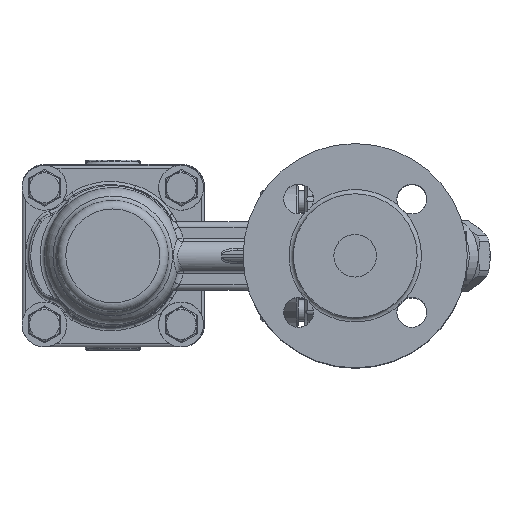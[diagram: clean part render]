
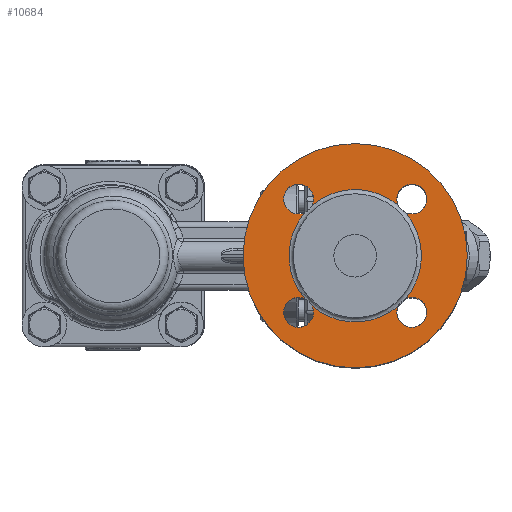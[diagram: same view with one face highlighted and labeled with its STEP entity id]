
A CAD part, top view. The second image highlights one B-rep face of the part: STEP entity #10684.
In plain terms, the highlighted planar face has unit normal (0, 0, 1).
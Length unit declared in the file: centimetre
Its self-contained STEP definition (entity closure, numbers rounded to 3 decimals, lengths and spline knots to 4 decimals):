
#2015=FACE_BOUND('',#3742,.T.);
#2929=FACE_OUTER_BOUND('',#3741,.T.);
#3741=EDGE_LOOP('',(#9687));
#3742=EDGE_LOOP('',(#9688,#9689,#9690,#9691,#9692,#9693,#9694,#9695));
#4387=CIRCLE('',#11920,5.25);
#4388=CIRCLE('',#11921,3.1);
#4389=CIRCLE('',#11922,0.7);
#4390=CIRCLE('',#11923,3.1);
#4391=CIRCLE('',#11924,0.7);
#4392=CIRCLE('',#11925,3.1);
#4393=CIRCLE('',#11926,0.7);
#4394=CIRCLE('',#11927,3.1);
#4395=CIRCLE('',#11928,0.7);
#5326=VERTEX_POINT('',#23357);
#5327=VERTEX_POINT('',#23359);
#5328=VERTEX_POINT('',#23360);
#5329=VERTEX_POINT('',#23362);
#5330=VERTEX_POINT('',#23364);
#5331=VERTEX_POINT('',#23366);
#5332=VERTEX_POINT('',#23368);
#5333=VERTEX_POINT('',#23370);
#5334=VERTEX_POINT('',#23372);
#6793=EDGE_CURVE('',#5326,#5326,#4387,.T.);
#6794=EDGE_CURVE('',#5327,#5328,#4388,.T.);
#6795=EDGE_CURVE('',#5327,#5329,#4389,.T.);
#6796=EDGE_CURVE('',#5330,#5329,#4390,.T.);
#6797=EDGE_CURVE('',#5330,#5331,#4391,.T.);
#6798=EDGE_CURVE('',#5332,#5331,#4392,.T.);
#6799=EDGE_CURVE('',#5332,#5333,#4393,.T.);
#6800=EDGE_CURVE('',#5334,#5333,#4394,.T.);
#6801=EDGE_CURVE('',#5334,#5328,#4395,.T.);
#9687=ORIENTED_EDGE('',*,*,#6793,.F.);
#9688=ORIENTED_EDGE('',*,*,#6794,.F.);
#9689=ORIENTED_EDGE('',*,*,#6795,.T.);
#9690=ORIENTED_EDGE('',*,*,#6796,.F.);
#9691=ORIENTED_EDGE('',*,*,#6797,.T.);
#9692=ORIENTED_EDGE('',*,*,#6798,.F.);
#9693=ORIENTED_EDGE('',*,*,#6799,.T.);
#9694=ORIENTED_EDGE('',*,*,#6800,.F.);
#9695=ORIENTED_EDGE('',*,*,#6801,.T.);
#10017=PLANE('',#11919);
#10684=ADVANCED_FACE('',(#2929,#2015),#10017,.T.);
#11919=AXIS2_PLACEMENT_3D('',#23356,#14811,#14812);
#11920=AXIS2_PLACEMENT_3D('',#23358,#14813,#14814);
#11921=AXIS2_PLACEMENT_3D('',#23361,#14815,#14816);
#11922=AXIS2_PLACEMENT_3D('',#23363,#14817,#14818);
#11923=AXIS2_PLACEMENT_3D('',#23365,#14819,#14820);
#11924=AXIS2_PLACEMENT_3D('',#23367,#14821,#14822);
#11925=AXIS2_PLACEMENT_3D('',#23369,#14823,#14824);
#11926=AXIS2_PLACEMENT_3D('',#23371,#14825,#14826);
#11927=AXIS2_PLACEMENT_3D('',#23373,#14827,#14828);
#11928=AXIS2_PLACEMENT_3D('',#23374,#14829,#14830);
#14811=DIRECTION('center_axis',(0.,0.,
1.));
#14812=DIRECTION('ref_axis',(1.,0.,0.));
#14813=DIRECTION('center_axis',(0.,0.,
-1.));
#14814=DIRECTION('ref_axis',(-1.,0.,0.));
#14815=DIRECTION('center_axis',(0.,0.,
1.));
#14816=DIRECTION('ref_axis',(-1.,0.,0.));
#14817=DIRECTION('center_axis',(0.,0.,
-1.));
#14818=DIRECTION('ref_axis',(0.,-1.,0.));
#14819=DIRECTION('center_axis',(0.,0.,
1.));
#14820=DIRECTION('ref_axis',(-1.,0.,0.));
#14821=DIRECTION('center_axis',(0.,0.,
-1.));
#14822=DIRECTION('ref_axis',(-1.,0.,0.));
#14823=DIRECTION('center_axis',(0.,0.,
1.));
#14824=DIRECTION('ref_axis',(-1.,0.,0.));
#14825=DIRECTION('center_axis',(0.,0.,
-1.));
#14826=DIRECTION('ref_axis',(0.,1.,0.));
#14827=DIRECTION('center_axis',(0.,0.,
1.));
#14828=DIRECTION('ref_axis',(-1.,0.,0.));
#14829=DIRECTION('center_axis',(0.,0.,
-1.));
#14830=DIRECTION('ref_axis',(1.,0.,0.));
#23356=CARTESIAN_POINT('Origin',(8.5259,7.5571,5.0621));
#23357=CARTESIAN_POINT('',(13.7759,7.5571,5.0621));
#23358=CARTESIAN_POINT('Origin',(8.5259,7.5571,5.0621));
#23359=CARTESIAN_POINT('',(6.5072,5.2046,5.0621));
#23360=CARTESIAN_POINT('',(10.5447,5.2046,5.0621));
#23361=CARTESIAN_POINT('Origin',(8.5259,7.5571,5.0621));
#23362=CARTESIAN_POINT('',(6.1733,5.5384,5.0621));
#23363=CARTESIAN_POINT('Origin',(5.8743,4.9055,5.0621));
#23364=CARTESIAN_POINT('',(6.1733,9.5759,5.0621));
#23365=CARTESIAN_POINT('Origin',(8.5259,7.5571,5.0621));
#23366=CARTESIAN_POINT('',(6.5072,9.9097,5.0621));
#23367=CARTESIAN_POINT('Origin',(5.8743,10.2088,5.0621));
#23368=CARTESIAN_POINT('',(10.5447,9.9097,5.0621));
#23369=CARTESIAN_POINT('Origin',(8.5259,7.5571,5.0621));
#23370=CARTESIAN_POINT('',(10.8785,9.5759,5.0621));
#23371=CARTESIAN_POINT('Origin',(11.1776,10.2088,5.0621));
#23372=CARTESIAN_POINT('',(10.8785,5.5384,5.0621));
#23373=CARTESIAN_POINT('Origin',(8.5259,7.5571,5.0621));
#23374=CARTESIAN_POINT('Origin',(11.1776,4.9055,5.0621));
